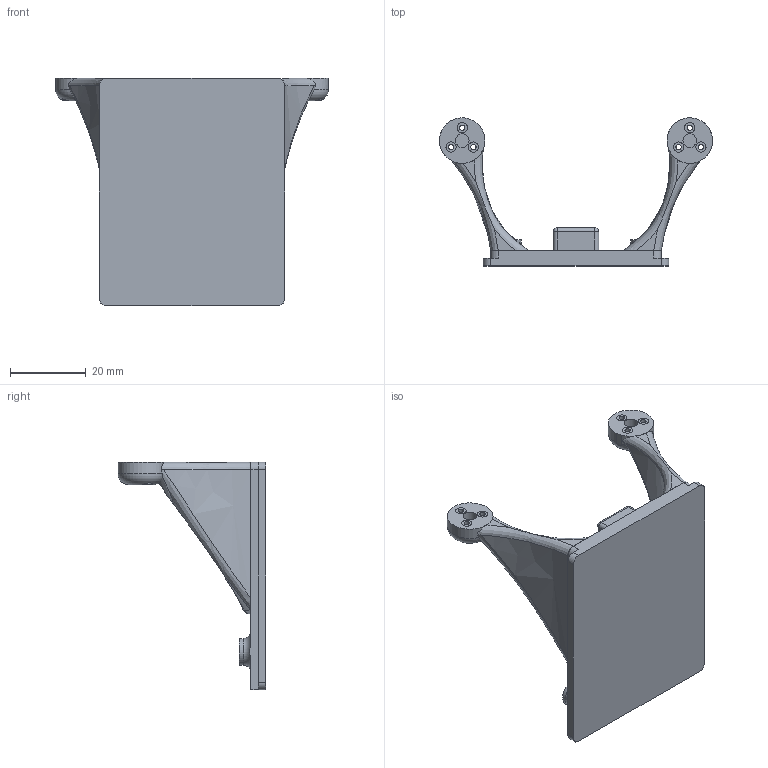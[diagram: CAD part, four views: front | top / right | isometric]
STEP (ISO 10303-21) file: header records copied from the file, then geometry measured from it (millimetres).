
FILE_DESCRIPTION(/* description */ ('STEP AP242','CAx-IF Rec.Pracs.---Representation and Presentation of Product Manufacturing Information (PMI)---4.0---2014-10-13','CAx-IF Rec.Pracs.---3D Tessellated Geometry---0.4---2014-09-14','2;1'),/* implementation_level */ '2;1');
FILE_NAME(/* name */ '65f99d2be76134067a9a5063',/* time_stamp */ '2024-03-19T14:11:55Z',/* author */ (''),/* organization */ (''),/* preprocessor_version */ 'ST-DEVELOPER v19.4',/* originating_system */ ' ',/* authorisation */ ' ');
FILE_SCHEMA (('AP242_MANAGED_MODEL_BASED_3D_ENGINEERING_MIM_LF { 1 0 10303 442 1 1 4 }'));
Length unit declared in the file: metre
Products named in the file (11): Part 11; Part 10; Part 9; Part 8; Part 6; Part 7; Part 4; Part 5; Part 2; Part 3; Part 1
Bounding box: 71.99 x 39 x 60 mm (x, y, z)
Volume: 19018.8 mm3; surface area: 12756 mm2
Topology: 11 solids, 11 shells, 135 faces, 320 edges, 201 vertices
Faces by surface type: cylinder 50, plane 50, bspline 16, torus 7, cone 6, sphere 6
Full cylindrical faces by diameter (mm): 1.4 x6, 1.6 x3, 2.7 x12, 3.6 x2, 7 x3
Entity records: 4548 total; most frequent: CARTESIAN_POINT 1457, DIRECTION 574, ORIENTED_EDGE 538, EDGE_CURVE 269, AXIS2_PLACEMENT_3D 247, EDGE_LOOP 192, FACE_BOUND 192, VERTEX_POINT 187
